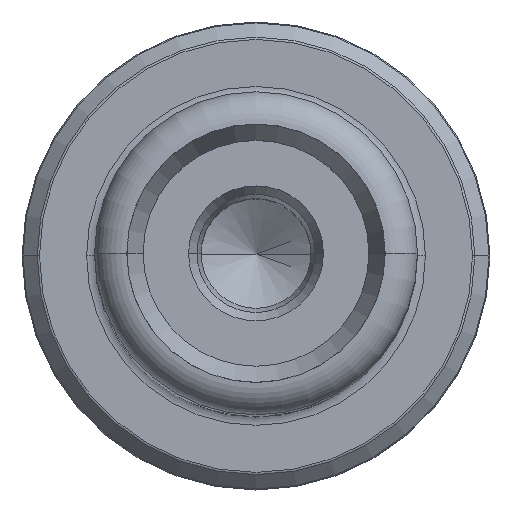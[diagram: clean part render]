
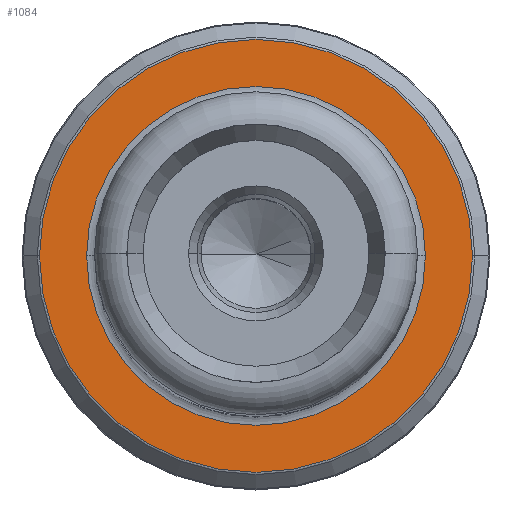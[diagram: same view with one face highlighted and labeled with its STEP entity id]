
A CAD part, top view. The second image highlights one B-rep face of the part: STEP entity #1084.
In plain terms, the highlighted planar face has unit normal (0, 0, 1).
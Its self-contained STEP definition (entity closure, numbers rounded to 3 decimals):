
#14 = CARTESIAN_POINT ( 'NONE',  ( 0., 0., 20. ) ) ;
#21 = FACE_BOUND ( 'NONE', #3342, .T. ) ;
#143 = CIRCLE ( 'NONE', #2190, 10.5 ) ;
#154 = VERTEX_POINT ( 'NONE', #3287 ) ;
#243 = CARTESIAN_POINT ( 'NONE',  ( 0., 0., 20. ) ) ;
#329 = DIRECTION ( 'NONE',  ( 0., 0., 1. ) ) ;
#364 = CARTESIAN_POINT ( 'NONE',  ( 0., 0., 20. ) ) ;
#369 = ORIENTED_EDGE ( 'NONE', *, *, #2765, .T. ) ;
#427 = ORIENTED_EDGE ( 'NONE', *, *, #3020, .T. ) ;
#624 = AXIS2_PLACEMENT_3D ( 'NONE', #2142, #329, #1286 ) ;
#713 = DIRECTION ( 'NONE',  ( 0., 0., 1. ) ) ;
#944 = DIRECTION ( 'NONE',  ( -1., 0., 0. ) ) ;
#954 = CARTESIAN_POINT ( 'NONE',  ( -10.5, 0., 20. ) ) ;
#1084 = ADVANCED_FACE ( 'NONE', ( #21, #2701 ), #1226, .T. ) ;
#1226 = PLANE ( 'NONE',  #1359 ) ;
#1286 = DIRECTION ( 'NONE',  ( 1., 0., 0. ) ) ;
#1359 = AXIS2_PLACEMENT_3D ( 'NONE', #364, #2104, #3353 ) ;
#1407 = ORIENTED_EDGE ( 'NONE', *, *, #1450, .T. ) ;
#1450 = EDGE_CURVE ( 'NONE', #2827, #2069, #143, .T. ) ;
#1541 = AXIS2_PLACEMENT_3D ( 'NONE', #1632, #713, #3115 ) ;
#1615 = DIRECTION ( 'NONE',  ( -1., 0., 0. ) ) ;
#1632 = CARTESIAN_POINT ( 'NONE',  ( 0., 0., 20. ) ) ;
#1802 = DIRECTION ( 'NONE',  ( 0., 0., -1. ) ) ;
#1880 = DIRECTION ( 'NONE',  ( 0., 0., -1. ) ) ;
#2069 = VERTEX_POINT ( 'NONE', #2976 ) ;
#2104 = DIRECTION ( 'NONE',  ( 0., 0., 1. ) ) ;
#2142 = CARTESIAN_POINT ( 'NONE',  ( 0., 0., 20. ) ) ;
#2190 = AXIS2_PLACEMENT_3D ( 'NONE', #14, #1802, #944 ) ;
#2309 = CIRCLE ( 'NONE', #624, 13.417 ) ;
#2374 = VERTEX_POINT ( 'NONE', #3498 ) ;
#2701 = FACE_OUTER_BOUND ( 'NONE', #2803, .T. ) ;
#2765 = EDGE_CURVE ( 'NONE', #2374, #154, #2309, .T. ) ;
#2803 = EDGE_LOOP ( 'NONE', ( #369, #3825 ) ) ;
#2827 = VERTEX_POINT ( 'NONE', #954 ) ;
#2976 = CARTESIAN_POINT ( 'NONE',  ( 10.5, 0., 20. ) ) ;
#3020 = EDGE_CURVE ( 'NONE', #2069, #2827, #3290, .T. ) ;
#3027 = AXIS2_PLACEMENT_3D ( 'NONE', #243, #1880, #1615 ) ;
#3115 = DIRECTION ( 'NONE',  ( 1., 0., 0. ) ) ;
#3287 = CARTESIAN_POINT ( 'NONE',  ( -13.417, 0., 20. ) ) ;
#3290 = CIRCLE ( 'NONE', #3027, 10.5 ) ;
#3309 = EDGE_CURVE ( 'NONE', #154, #2374, #3734, .T. ) ;
#3342 = EDGE_LOOP ( 'NONE', ( #1407, #427 ) ) ;
#3353 = DIRECTION ( 'NONE',  ( 1., 0., 0. ) ) ;
#3498 = CARTESIAN_POINT ( 'NONE',  ( 13.417, 0., 20. ) ) ;
#3734 = CIRCLE ( 'NONE', #1541, 13.417 ) ;
#3825 = ORIENTED_EDGE ( 'NONE', *, *, #3309, .T. ) ;
